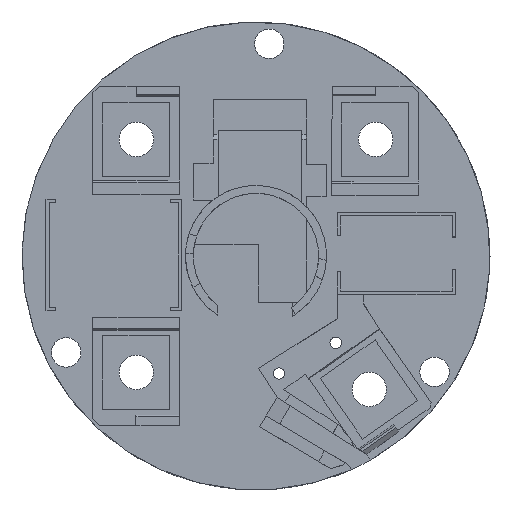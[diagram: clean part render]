
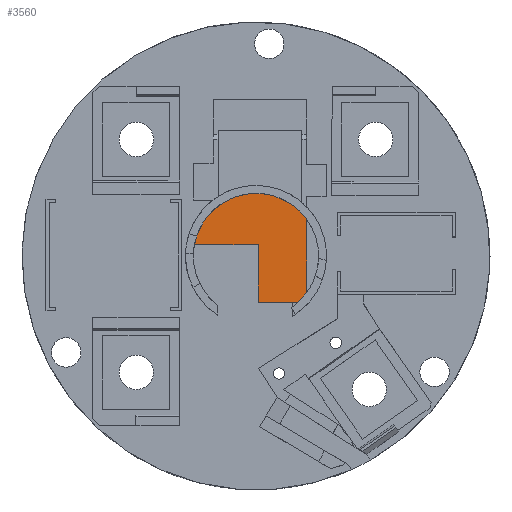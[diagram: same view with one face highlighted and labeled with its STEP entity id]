
A CAD part, top view. The second image highlights one B-rep face of the part: STEP entity #3560.
In plain terms, the highlighted planar face has unit normal (0, 0, 1).
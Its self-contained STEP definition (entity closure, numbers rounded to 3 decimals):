
#1244=CARTESIAN_POINT('',(100.715,73.178,8.3));
#1245=VERTEX_POINT('',#1244);
#1252=CARTESIAN_POINT('',(98.054,70.18,8.3));
#1253=VERTEX_POINT('',#1252);
#1254=CARTESIAN_POINT('',(85.181,84.29,8.3));
#1255=DIRECTION('',(0.,-0.,1.));
#1256=DIRECTION('',(0.,-1.,-0.));
#1257=AXIS2_PLACEMENT_3D('',#1254,#1255,#1256);
#1258=CIRCLE('',#1257,19.1);
#1259=EDGE_CURVE('',#1253,#1245,#1258,.T.);
#1310=CARTESIAN_POINT('',(66.403,87.781,8.3));
#1311=VERTEX_POINT('',#1310);
#1312=CARTESIAN_POINT('',(85.9,87.781,8.3));
#1313=VERTEX_POINT('',#1312);
#1314=CARTESIAN_POINT('',(66.403,87.781,8.3));
#1315=DIRECTION('',(1.,0.,-0.));
#1316=VECTOR('',#1315,19.497);
#1317=LINE('',#1314,#1316);
#1318=EDGE_CURVE('',#1311,#1313,#1317,.T.);
#3427=CARTESIAN_POINT('',(85.9,70.18,8.3));
#3428=VERTEX_POINT('',#3427);
#3435=CARTESIAN_POINT('',(85.9,70.18,8.3));
#3436=DIRECTION('',(0.,1.,0.));
#3437=VECTOR('',#3436,17.601);
#3438=LINE('',#3435,#3437);
#3439=EDGE_CURVE('',#3428,#1313,#3438,.T.);
#3495=CARTESIAN_POINT('',(61.,138.58,8.3));
#3496=DIRECTION('',(0.,-0.,1.));
#3497=DIRECTION('',(1.,0.,0.));
#3498=AXIS2_PLACEMENT_3D('',#3495,#3496,#3497);
#3499=PLANE('',#3498);
#3500=CARTESIAN_POINT('',(83.101,103.276,8.3));
#3501=VERTEX_POINT('',#3500);
#3502=CARTESIAN_POINT('',(72.957,98.966,8.3));
#3503=VERTEX_POINT('',#3502);
#3504=CARTESIAN_POINT('',(85.181,84.29,8.3));
#3505=DIRECTION('',(0.,-0.,1.));
#3506=DIRECTION('',(0.,-1.,-0.));
#3507=AXIS2_PLACEMENT_3D('',#3504,#3505,#3506);
#3508=CIRCLE('',#3507,19.1);
#3509=EDGE_CURVE('',#3501,#3503,#3508,.T.);
#3510=ORIENTED_EDGE('',*,*,#3509,.T.);
#3511=CARTESIAN_POINT('',(72.512,98.584,8.3));
#3512=VERTEX_POINT('',#3511);
#3513=CARTESIAN_POINT('',(72.957,98.966,8.3));
#3514=DIRECTION('',(-0.758,-0.652,-0.));
#3515=VECTOR('',#3514,0.586);
#3516=LINE('',#3513,#3515);
#3517=EDGE_CURVE('',#3503,#3512,#3516,.T.);
#3518=ORIENTED_EDGE('',*,*,#3517,.T.);
#3519=CARTESIAN_POINT('',(85.181,84.29,8.3));
#3520=DIRECTION('',(0.,-0.,1.));
#3521=DIRECTION('',(0.,-1.,-0.));
#3522=AXIS2_PLACEMENT_3D('',#3519,#3520,#3521);
#3523=CIRCLE('',#3522,19.1);
#3524=EDGE_CURVE('',#3512,#1311,#3523,.T.);
#3525=ORIENTED_EDGE('',*,*,#3524,.T.);
#3526=ORIENTED_EDGE('',*,*,#1318,.T.);
#3527=ORIENTED_EDGE('',*,*,#3439,.F.);
#3528=CARTESIAN_POINT('',(85.9,70.18,8.3));
#3529=DIRECTION('',(1.,0.,-0.));
#3530=VECTOR('',#3529,12.154);
#3531=LINE('',#3528,#3530);
#3532=EDGE_CURVE('',#3428,#1253,#3531,.T.);
#3533=ORIENTED_EDGE('',*,*,#3532,.T.);
#3534=ORIENTED_EDGE('',*,*,#1259,.T.);
#3535=CARTESIAN_POINT('',(100.715,95.403,8.3));
#3536=VERTEX_POINT('',#3535);
#3537=CARTESIAN_POINT('',(100.715,73.178,8.3));
#3538=DIRECTION('',(0.,1.,0.));
#3539=VECTOR('',#3538,22.225);
#3540=LINE('',#3537,#3539);
#3541=EDGE_CURVE('',#1245,#3536,#3540,.T.);
#3542=ORIENTED_EDGE('',*,*,#3541,.T.);
#3543=CARTESIAN_POINT('',(87.261,103.276,8.3));
#3544=VERTEX_POINT('',#3543);
#3545=CARTESIAN_POINT('',(85.181,84.29,8.3));
#3546=DIRECTION('',(0.,-0.,1.));
#3547=DIRECTION('',(0.,-1.,-0.));
#3548=AXIS2_PLACEMENT_3D('',#3545,#3546,#3547);
#3549=CIRCLE('',#3548,19.1);
#3550=EDGE_CURVE('',#3536,#3544,#3549,.T.);
#3551=ORIENTED_EDGE('',*,*,#3550,.T.);
#3552=CARTESIAN_POINT('',(83.101,103.276,8.3));
#3553=DIRECTION('',(1.,0.,-0.));
#3554=VECTOR('',#3553,4.16);
#3555=LINE('',#3552,#3554);
#3556=EDGE_CURVE('',#3501,#3544,#3555,.T.);
#3557=ORIENTED_EDGE('',*,*,#3556,.F.);
#3558=EDGE_LOOP('',(#3510,#3518,#3525,#3526,#3527,#3533,#3534,#3542,#3551,#3557));
#3559=FACE_BOUND('',#3558,.T.);
#3560=ADVANCED_FACE('',(#3559),#3499,.T.);
